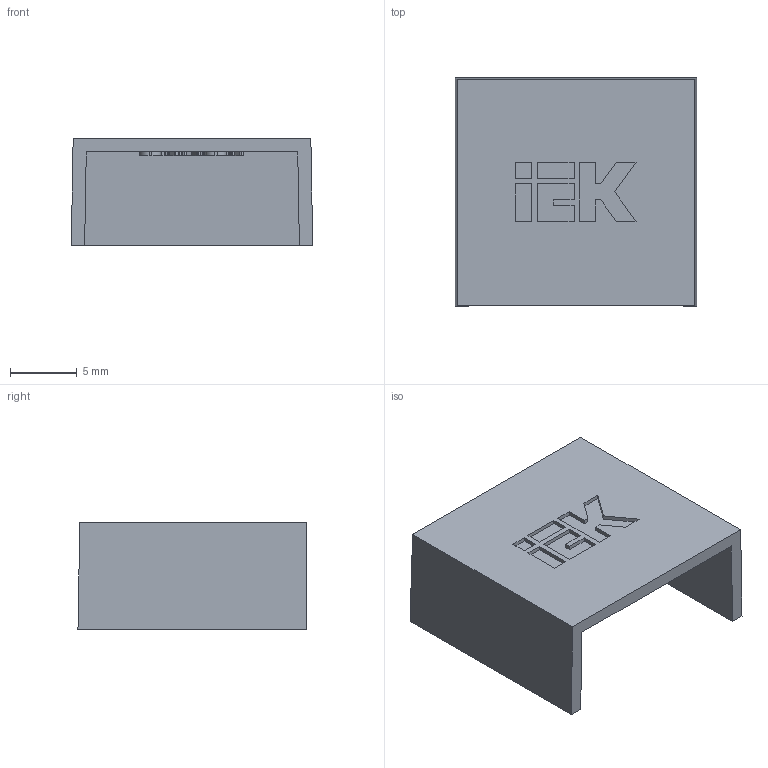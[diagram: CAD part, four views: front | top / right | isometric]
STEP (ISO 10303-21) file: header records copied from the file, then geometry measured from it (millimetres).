
FILE_DESCRIPTION (( 'STEP AP214' ), '1' );
FILE_NAME ('CKMP10D-Z-016-016-K01 Çàãëóøêà êàáåëüíîé òðàññû ÊÌÇ 16õ16 (4 øò._êîìï.).STEP', '2016-06-21T07:26:44', ( '' ), ( '' ), 'SwSTEP 2.0', 'SolidWorks 2014', '' );
FILE_SCHEMA (( 'AUTOMOTIVE_DESIGN' ));
Length unit declared in the file: millimetre
Products named in the file (1): CKMP10D-Z-016-016-K01 Çàãëóøêà êàáåëüíîé òðàññû ÊÌÇ 16õ16 (4 øò._êîìï.)
Bounding box: 18.1 x 17.1 x 8 mm (x, y, z)
Volume: 649.2 mm3; surface area: 1436 mm2
Topology: 1 solids, 1 shells, 242 faces, 675 edges, 450 vertices
Faces by surface type: plane 135, bspline 107
Entity records: 10533 total; most frequent: CARTESIAN_POINT 4995, ORIENTED_EDGE 1350, DIRECTION 733, EDGE_CURVE 675, LINE 461, VECTOR 461, VERTEX_POINT 450, EDGE_LOOP 257
